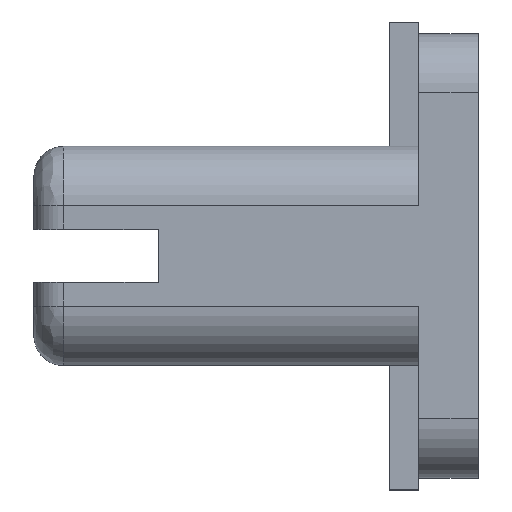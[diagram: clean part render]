
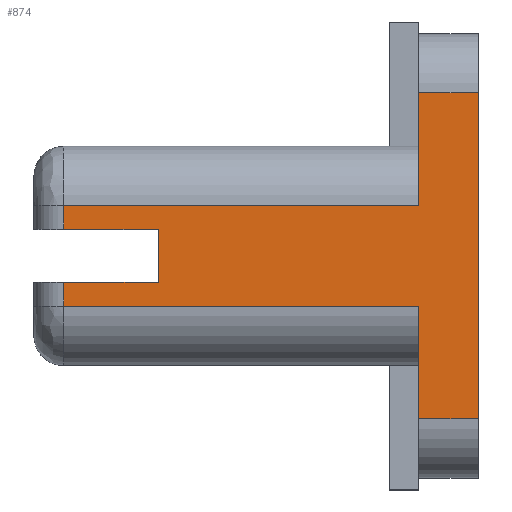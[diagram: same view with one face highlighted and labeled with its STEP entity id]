
A CAD part, top view. The second image highlights one B-rep face of the part: STEP entity #874.
In plain terms, the highlighted planar face has unit normal (0, 0, 1).
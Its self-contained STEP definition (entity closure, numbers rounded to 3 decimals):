
#94=FACE_OUTER_BOUND('',#143,.T.);
#143=EDGE_LOOP('',(#717,#718,#719,#720,#721,#722,#723,#724,#725,#726,#727,
#728));
#179=LINE('',#1307,#274);
#196=LINE('',#1381,#291);
#206=LINE('',#1412,#301);
#219=LINE('',#1438,#314);
#220=LINE('',#1441,#315);
#221=LINE('',#1446,#316);
#229=LINE('',#1462,#324);
#230=LINE('',#1465,#325);
#231=LINE('',#1466,#326);
#232=LINE('',#1468,#327);
#233=LINE('',#1469,#328);
#234=LINE('',#1470,#329);
#274=VECTOR('',#1031,10.);
#291=VECTOR('',#1084,10.);
#301=VECTOR('',#1116,10.);
#314=VECTOR('',#1139,10.);
#315=VECTOR('',#1142,10.);
#316=VECTOR('',#1149,10.);
#324=VECTOR('',#1163,10.);
#325=VECTOR('',#1166,10.);
#326=VECTOR('',#1167,10.);
#327=VECTOR('',#1168,10.);
#328=VECTOR('',#1169,10.);
#329=VECTOR('',#1170,10.);
#366=VERTEX_POINT('',#1272);
#374=VERTEX_POINT('',#1305);
#377=VERTEX_POINT('',#1322);
#394=VERTEX_POINT('',#1378);
#395=VERTEX_POINT('',#1380);
#404=VERTEX_POINT('',#1409);
#405=VERTEX_POINT('',#1411);
#414=VERTEX_POINT('',#1440);
#415=VERTEX_POINT('',#1444);
#420=VERTEX_POINT('',#1460);
#421=VERTEX_POINT('',#1464);
#422=VERTEX_POINT('',#1467);
#459=EDGE_CURVE('',#374,#366,#179,.T.);
#487=EDGE_CURVE('',#395,#394,#196,.T.);
#503=EDGE_CURVE('',#404,#405,#206,.T.);
#517=EDGE_CURVE('',#377,#394,#219,.T.);
#518=EDGE_CURVE('',#366,#414,#220,.T.);
#521=EDGE_CURVE('',#415,#377,#221,.T.);
#529=EDGE_CURVE('',#374,#420,#229,.T.);
#530=EDGE_CURVE('',#421,#415,#230,.T.);
#531=EDGE_CURVE('',#405,#421,#231,.T.);
#532=EDGE_CURVE('',#422,#404,#232,.T.);
#533=EDGE_CURVE('',#414,#422,#233,.T.);
#534=EDGE_CURVE('',#420,#395,#234,.T.);
#717=ORIENTED_EDGE('',*,*,#517,.F.);
#718=ORIENTED_EDGE('',*,*,#521,.F.);
#719=ORIENTED_EDGE('',*,*,#530,.F.);
#720=ORIENTED_EDGE('',*,*,#531,.F.);
#721=ORIENTED_EDGE('',*,*,#503,.F.);
#722=ORIENTED_EDGE('',*,*,#532,.F.);
#723=ORIENTED_EDGE('',*,*,#533,.F.);
#724=ORIENTED_EDGE('',*,*,#518,.F.);
#725=ORIENTED_EDGE('',*,*,#459,.F.);
#726=ORIENTED_EDGE('',*,*,#529,.T.);
#727=ORIENTED_EDGE('',*,*,#534,.T.);
#728=ORIENTED_EDGE('',*,*,#487,.T.);
#827=PLANE('',#963);
#874=ADVANCED_FACE('',(#94),#827,.T.);
#963=AXIS2_PLACEMENT_3D('',#1463,#1164,#1165);
#1031=DIRECTION('',(0.,1.,0.));
#1084=DIRECTION('',(-1.,0.,0.));
#1116=DIRECTION('',(0.,-1.,0.));
#1139=DIRECTION('',(0.,1.,0.));
#1142=DIRECTION('',(1.,0.,0.));
#1149=DIRECTION('',(-1.,0.,0.));
#1163=DIRECTION('',(1.,0.,0.));
#1164=DIRECTION('center_axis',(0.,0.,1.));
#1165=DIRECTION('ref_axis',(-1.,0.,0.));
#1166=DIRECTION('',(0.,1.,0.));
#1167=DIRECTION('',(-1.,0.,0.));
#1168=DIRECTION('',(1.,0.,0.));
#1169=DIRECTION('',(0.,1.,0.));
#1170=DIRECTION('',(0.,-1.,0.));
#1272=CARTESIAN_POINT('',(234.2,-53.651,2.));
#1305=CARTESIAN_POINT('',(234.2,-54.051,2.));
#1307=CARTESIAN_POINT('',(234.2,-54.176,2.));
#1322=CARTESIAN_POINT('',(234.2,-55.351,2.));
#1378=CARTESIAN_POINT('',(234.2,-54.951,2.));
#1380=CARTESIAN_POINT('',(235.8,-54.951,2.));
#1381=CARTESIAN_POINT('',(235.2,-54.951,2.));
#1409=CARTESIAN_POINT('',(241.2,-51.751,2.));
#1411=CARTESIAN_POINT('',(241.2,-57.251,2.));
#1412=CARTESIAN_POINT('',(241.2,-57.351,2.));
#1438=CARTESIAN_POINT('',(234.2,-54.976,2.));
#1440=CARTESIAN_POINT('',(240.2,-53.651,2.));
#1441=CARTESIAN_POINT('',(240.815,-53.651,2.));
#1444=CARTESIAN_POINT('',(240.2,-55.351,2.));
#1446=CARTESIAN_POINT('',(240.205,-55.351,2.));
#1460=CARTESIAN_POINT('',(235.8,-54.051,2.));
#1462=CARTESIAN_POINT('',(237.73,-54.051,2.));
#1463=CARTESIAN_POINT('Origin',(240.26,-54.501,2.));
#1464=CARTESIAN_POINT('',(240.2,-57.251,2.));
#1465=CARTESIAN_POINT('',(240.2,-53.576,2.));
#1466=CARTESIAN_POINT('',(240.26,-57.251,2.));
#1467=CARTESIAN_POINT('',(240.2,-51.751,2.));
#1468=CARTESIAN_POINT('',(240.26,-51.751,2.));
#1469=CARTESIAN_POINT('',(240.2,-52.651,2.));
#1470=CARTESIAN_POINT('',(235.8,-54.502,2.));
